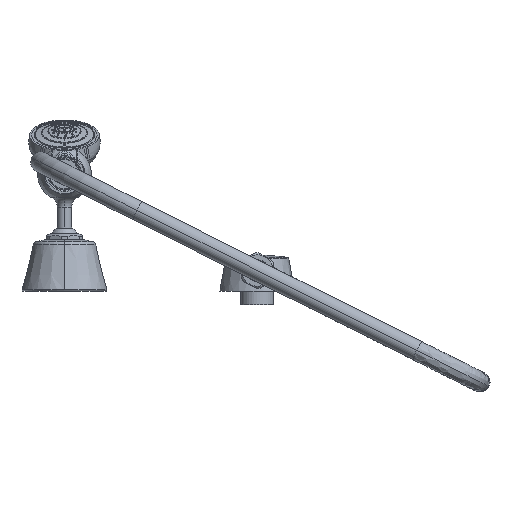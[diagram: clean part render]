
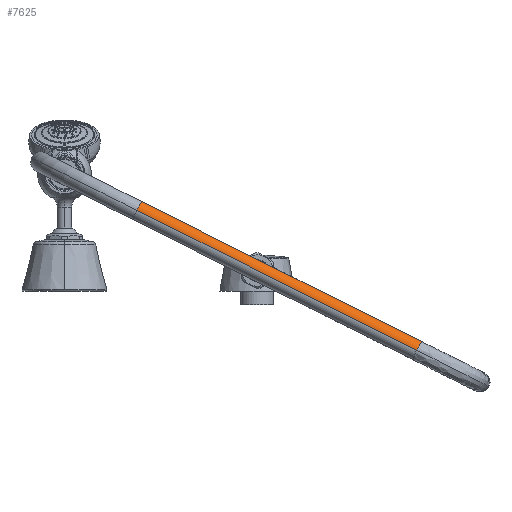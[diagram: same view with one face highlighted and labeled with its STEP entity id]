
A CAD part, front view. The second image highlights one B-rep face of the part: STEP entity #7625.
In plain terms, the highlighted cylindrical face has radius 7.112 mm (diameter 14.224 mm), a partial arc.
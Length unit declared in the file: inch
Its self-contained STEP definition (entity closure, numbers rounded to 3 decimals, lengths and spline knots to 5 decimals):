
#854=CARTESIAN_POINT('',(2.04557,-18.51884,2.23087));
#855=DIRECTION('',(0.887,-0.132,-0.443));
#856=DIRECTION('',(0.118,0.991,-0.059));
#857=AXIS2_PLACEMENT_3D('',#854,#855,#856);
#859=DIRECTION('',(0.887,-0.132,-0.443));
#860=VECTOR('',#859,8.79013);
#861=CARTESIAN_POINT('',(2.07871,-18.2413,2.2143));
#862=LINE('',#861,#860);
#868=DIRECTION('',(0.887,-0.132,-0.443));
#869=VECTOR('',#868,8.79013);
#870=CARTESIAN_POINT('',(2.01243,-18.79637,2.24745));
#871=LINE('',#870,#869);
#1740=CARTESIAN_POINT('',(9.83804,-19.682,-1.66667));
#1741=DIRECTION('',(0.887,-0.132,-0.443));
#1742=DIRECTION('',(0.118,0.991,-0.059));
#1743=AXIS2_PLACEMENT_3D('',#1740,#1741,#1742);
#6253=CARTESIAN_POINT('',(2.07871,-18.2413,2.2143));
#6254=CARTESIAN_POINT('',(2.01243,-18.79637,2.24745));
#6255=VERTEX_POINT('',#6253);
#6256=VERTEX_POINT('',#6254);
#6257=CARTESIAN_POINT('',(9.87118,-19.40446,
-1.68324));
#6258=CARTESIAN_POINT('',(9.8049,-19.95954,
-1.65009));
#6259=VERTEX_POINT('',#6257);
#6260=VERTEX_POINT('',#6258);
#7611=CARTESIAN_POINT('',(2.04557,-18.51884,2.23087));
#7612=DIRECTION('',(0.887,-0.132,-0.443));
#7613=DIRECTION('',(0.118,0.991,-0.059));
#7614=AXIS2_PLACEMENT_3D('',#7611,#7612,#7613);
#7615=CYLINDRICAL_SURFACE('',#7614,0.28);
#7616=ORIENTED_EDGE('',*,*,#7605,.F.);
#7618=ORIENTED_EDGE('',*,*,#7617,.T.);
#7620=ORIENTED_EDGE('',*,*,#7619,.T.);
#7622=ORIENTED_EDGE('',*,*,#7621,.F.);
#7623=EDGE_LOOP('',(#7616,#7618,#7620,#7622));
#7624=FACE_OUTER_BOUND('',#7623,.F.);
#7625=ADVANCED_FACE('',(#7624),#7615,.T.);
#858=CIRCLE('',#857,0.28);
#1744=CIRCLE('',#1743,0.28);
#7605=EDGE_CURVE('',#6255,#6256,#858,.T.);
#7617=EDGE_CURVE('',#6255,#6259,#862,.T.);
#7619=EDGE_CURVE('',#6259,#6260,#1744,.T.);
#7621=EDGE_CURVE('',#6256,#6260,#871,.T.);
